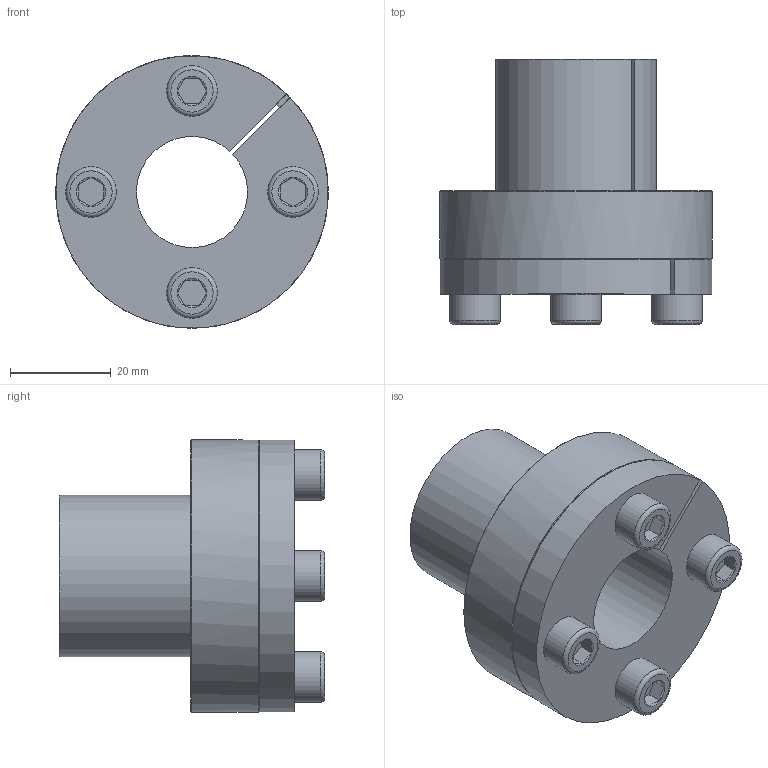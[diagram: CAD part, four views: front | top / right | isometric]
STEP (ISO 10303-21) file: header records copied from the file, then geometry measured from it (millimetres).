
FILE_DESCRIPTION(/* description */ ('Alibre Inc.'),/* implementation_level */ '2;1');
FILE_NAME(/* name */ 'export0',/* time_stamp */ '2012-12-23T14:49:01+01:00',/* author */ (''),/* organization */ (''),/* preprocessor_version */ 'ST-DEVELOPER v14',/* originating_system */ 'Alibre',/* authorisation */ '');
FILE_SCHEMA (('AUTOMOTIVE_DESIGN'));
Length unit declared in the file: millimetre
Bounding box: 54 x 52.5 x 54 mm (x, y, z)
Volume: 50993 mm3; surface area: 18174 mm2
Topology: 5 solids, 5 shells, 124 faces, 239 edges, 140 vertices
Faces by surface type: plane 56, cone 35, cylinder 25, torus 8
Full cylindrical faces by diameter (mm): 5 x4, 6 x12, 10 x4, 54 x1
Entity records: 3114 total; most frequent: CARTESIAN_POINT 665, DIRECTION 460, ORIENTED_EDGE 386, AXIS2_PLACEMENT_3D 229, EDGE_CURVE 193, EDGE_LOOP 185, FACE_BOUND 185, VERTEX_POINT 130
